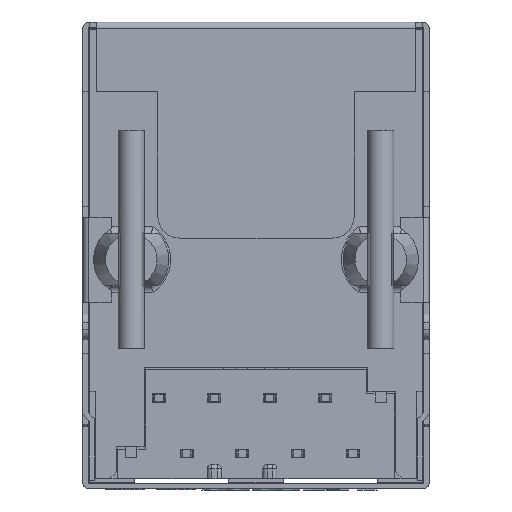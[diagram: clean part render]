
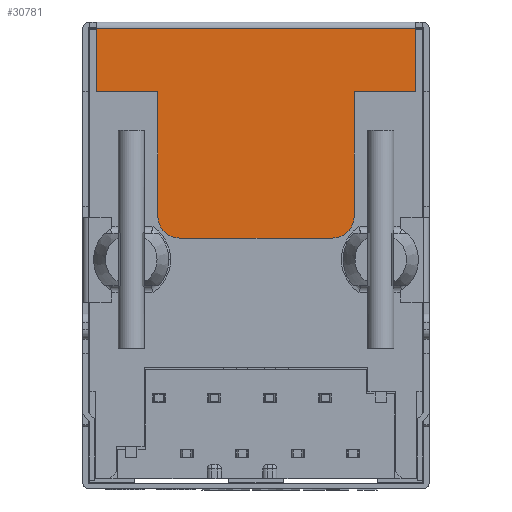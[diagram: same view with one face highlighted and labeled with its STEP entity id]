
A CAD part, front view. The second image highlights one B-rep face of the part: STEP entity #30781.
In plain terms, the highlighted planar face has unit normal (0, -1, 0).
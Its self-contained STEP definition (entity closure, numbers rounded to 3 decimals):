
#46 = ORIENTED_EDGE ( 'NONE', *, *, #1542, .F. ) ;
#556 = EDGE_CURVE ( 'NONE', #3620, #33389, #1007, .T. ) ;
#1007 = CIRCLE ( 'NONE', #10130, 1. ) ;
#1178 = ORIENTED_EDGE ( 'NONE', *, *, #17220, .F. ) ;
#1542 = EDGE_CURVE ( 'NONE', #18884, #27419, #9563, .T. ) ;
#2702 = CARTESIAN_POINT ( 'NONE',  ( 2.8, -13., -12.12 ) ) ;
#2817 = CARTESIAN_POINT ( 'NONE',  ( -0.12, -13., 79.455 ) ) ;
#3276 = CARTESIAN_POINT ( 'NONE',  ( 2.8, -13., -0.3 ) ) ;
#3620 = VERTEX_POINT ( 'NONE', #5360 ) ;
#4467 = ORIENTED_EDGE ( 'NONE', *, *, #33978, .F. ) ;
#5359 = DIRECTION ( 'NONE',  ( 0., 1., 0. ) ) ;
#5360 = CARTESIAN_POINT ( 'NONE',  ( 9.5, -13., -11.12 ) ) ;
#5656 = VECTOR ( 'NONE', #33808, 1000. ) ;
#6136 = DIRECTION ( 'NONE',  ( 0., 0., -1. ) ) ;
#6590 = VECTOR ( 'NONE', #11629, 1000. ) ;
#7029 = VERTEX_POINT ( 'NONE', #29242 ) ;
#7224 = FACE_OUTER_BOUND ( 'NONE', #36049, .T. ) ;
#7446 = ORIENTED_EDGE ( 'NONE', *, *, #33526, .F. ) ;
#8161 = CARTESIAN_POINT ( 'NONE',  ( 2.8, -13., -14.94 ) ) ;
#9364 = DIRECTION ( 'NONE',  ( 1., 0., 0. ) ) ;
#9563 = LINE ( 'NONE', #22145, #28202 ) ;
#10083 = ORIENTED_EDGE ( 'NONE', *, *, #19500, .F. ) ;
#10130 = AXIS2_PLACEMENT_3D ( 'NONE', #29518, #17971, #6136 ) ;
#10678 = DIRECTION ( 'NONE',  ( 0., 0., -1. ) ) ;
#10811 = PLANE ( 'NONE',  #21040 ) ;
#11540 = VECTOR ( 'NONE', #37411, 1000. ) ;
#11629 = DIRECTION ( 'NONE',  ( -1., 0., 0. ) ) ;
#11731 = CARTESIAN_POINT ( 'NONE',  ( 8.5, -13., -3.12 ) ) ;
#12870 = VERTEX_POINT ( 'NONE', #11731 ) ;
#13351 = VECTOR ( 'NONE', #14465, 1000. ) ;
#13352 = LINE ( 'NONE', #8161, #11540 ) ;
#13528 = CARTESIAN_POINT ( 'NONE',  ( 2.8, -13., -12.12 ) ) ;
#14348 = LINE ( 'NONE', #34373, #6590 ) ;
#14465 = DIRECTION ( 'NONE',  ( -1., 0., 0. ) ) ;
#15006 = CARTESIAN_POINT ( 'NONE',  ( 2.8, -13., -3.12 ) ) ;
#15559 = VERTEX_POINT ( 'NONE', #32744 ) ;
#16774 = EDGE_CURVE ( 'NONE', #18884, #28759, #28819, .T. ) ;
#17220 = EDGE_CURVE ( 'NONE', #15559, #19947, #14348, .T. ) ;
#17525 = ORIENTED_EDGE ( 'NONE', *, *, #16774, .T. ) ;
#17740 = EDGE_CURVE ( 'NONE', #7029, #3620, #20662, .T. ) ;
#17909 = CARTESIAN_POINT ( 'NONE',  ( 8.5, -13., -4.12 ) ) ;
#17971 = DIRECTION ( 'NONE',  ( 0., 1., 0. ) ) ;
#18129 = ORIENTED_EDGE ( 'NONE', *, *, #27223, .F. ) ;
#18845 = EDGE_CURVE ( 'NONE', #12870, #7029, #22002, .T. ) ;
#18884 = VERTEX_POINT ( 'NONE', #3276 ) ;
#19500 = EDGE_CURVE ( 'NONE', #19947, #28759, #31974, .T. ) ;
#19947 = VERTEX_POINT ( 'NONE', #34560 ) ;
#19982 = CARTESIAN_POINT ( 'NONE',  ( 2.8, -13., -14.94 ) ) ;
#20082 = LINE ( 'NONE', #13528, #26013 ) ;
#20376 = CARTESIAN_POINT ( 'NONE',  ( -0.12, -13., -0.3 ) ) ;
#20662 = LINE ( 'NONE', #22760, #5656 ) ;
#21040 = AXIS2_PLACEMENT_3D ( 'NONE', #19982, #5359, #31419 ) ;
#22002 = CIRCLE ( 'NONE', #27086, 1. ) ;
#22145 = CARTESIAN_POINT ( 'NONE',  ( 2.8, -13., -14.94 ) ) ;
#22166 = DIRECTION ( 'NONE',  ( -1., 0., 0. ) ) ;
#22760 = CARTESIAN_POINT ( 'NONE',  ( 9.5, -13., -3.12 ) ) ;
#26013 = VECTOR ( 'NONE', #22166, 1000. ) ;
#27086 = AXIS2_PLACEMENT_3D ( 'NONE', #17909, #29583, #32385 ) ;
#27223 = EDGE_CURVE ( 'NONE', #33389, #30383, #20082, .T. ) ;
#27419 = VERTEX_POINT ( 'NONE', #28773 ) ;
#28202 = VECTOR ( 'NONE', #10678, 1000. ) ;
#28759 = VERTEX_POINT ( 'NONE', #20376 ) ;
#28773 = CARTESIAN_POINT ( 'NONE',  ( 2.8, -13., -3.12 ) ) ;
#28819 = LINE ( 'NONE', #37269, #13351 ) ;
#28897 = ORIENTED_EDGE ( 'NONE', *, *, #556, .F. ) ;
#29012 = DIRECTION ( 'NONE',  ( 0., 0., 1. ) ) ;
#29242 = CARTESIAN_POINT ( 'NONE',  ( 9.5, -13., -4.12 ) ) ;
#29518 = CARTESIAN_POINT ( 'NONE',  ( 8.5, -13., -11.12 ) ) ;
#29583 = DIRECTION ( 'NONE',  ( 0., 1., 0. ) ) ;
#29871 = ORIENTED_EDGE ( 'NONE', *, *, #17740, .F. ) ;
#30137 = VECTOR ( 'NONE', #29012, 1000. ) ;
#30383 = VERTEX_POINT ( 'NONE', #2702 ) ;
#30781 = ADVANCED_FACE ( 'NONE', ( #7224 ), #10811, .F. ) ;
#31419 = DIRECTION ( 'NONE',  ( 0., 0., 1. ) ) ;
#31974 = LINE ( 'NONE', #2817, #30137 ) ;
#32253 = ORIENTED_EDGE ( 'NONE', *, *, #18845, .F. ) ;
#32385 = DIRECTION ( 'NONE',  ( 0., 0., -1. ) ) ;
#32744 = CARTESIAN_POINT ( 'NONE',  ( 2.8, -13., -14.94 ) ) ;
#33389 = VERTEX_POINT ( 'NONE', #36794 ) ;
#33526 = EDGE_CURVE ( 'NONE', #27419, #12870, #35255, .T. ) ;
#33808 = DIRECTION ( 'NONE',  ( 0., 0., -1. ) ) ;
#33978 = EDGE_CURVE ( 'NONE', #30383, #15559, #13352, .T. ) ;
#34373 = CARTESIAN_POINT ( 'NONE',  ( 39.363, -13., -14.94 ) ) ;
#34560 = CARTESIAN_POINT ( 'NONE',  ( -0.12, -13., -14.94 ) ) ;
#35255 = LINE ( 'NONE', #15006, #37464 ) ;
#36049 = EDGE_LOOP ( 'NONE', ( #1178, #4467, #18129, #28897, #29871, #32253, #7446, #46, #17525, #10083 ) ) ;
#36794 = CARTESIAN_POINT ( 'NONE',  ( 8.5, -13., -12.12 ) ) ;
#37269 = CARTESIAN_POINT ( 'NONE',  ( 39.363, -13., -0.3 ) ) ;
#37411 = DIRECTION ( 'NONE',  ( 0., 0., -1. ) ) ;
#37464 = VECTOR ( 'NONE', #9364, 1000. ) ;
